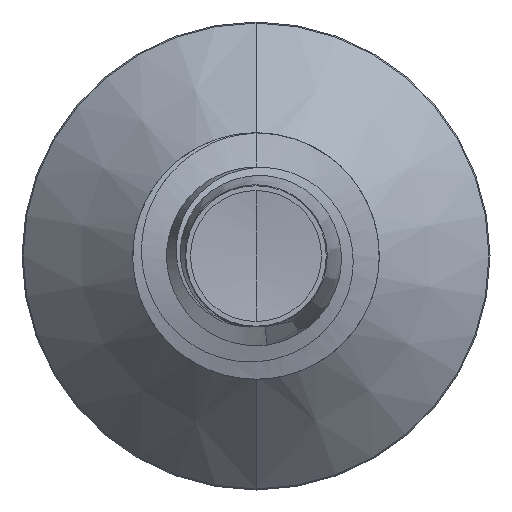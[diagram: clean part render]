
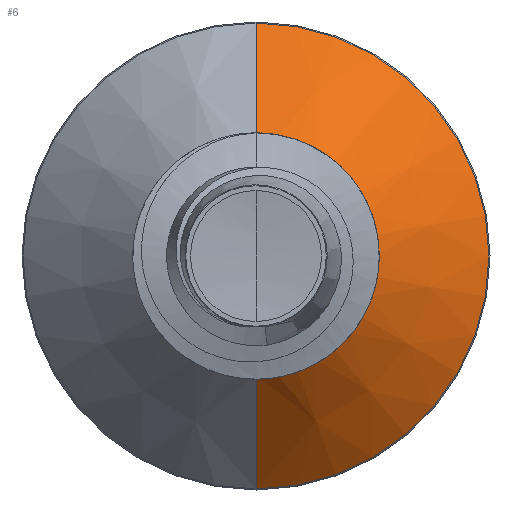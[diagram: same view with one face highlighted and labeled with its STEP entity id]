
A CAD part, front view. The second image highlights one B-rep face of the part: STEP entity #6.
In plain terms, the highlighted conical face has half-angle 45 degrees and reference radius 0.97 mm.
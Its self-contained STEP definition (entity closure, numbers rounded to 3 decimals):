
#6 = ADVANCED_FACE ( 'NONE', ( #12699 ), #10081, .T. ) ;
#173 = ORIENTED_EDGE ( 'NONE', *, *, #4350, .T. ) ;
#822 = ORIENTED_EDGE ( 'NONE', *, *, #1795, .F. ) ;
#1237 = DIRECTION ( 'NONE',  ( 0., 1., 0. ) ) ;
#1269 = DIRECTION ( 'NONE',  ( 0., 0., 1. ) ) ;
#1284 = CARTESIAN_POINT ( 'NONE',  ( 0., 3.72, -0.97 ) ) ;
#1755 = CARTESIAN_POINT ( 'NONE',  ( 0., 3.72, 0. ) ) ;
#1795 = EDGE_CURVE ( 'NONE', #6731, #3858, #7533, .T. ) ;
#1866 = LINE ( 'NONE', #6740, #12049 ) ;
#3682 = EDGE_CURVE ( 'NONE', #11279, #6731, #4220, .T. ) ;
#3858 = VERTEX_POINT ( 'NONE', #10153 ) ;
#3930 = DIRECTION ( 'NONE',  ( 0., 0., 1. ) ) ;
#3945 = DIRECTION ( 'NONE',  ( 0., 1., 0. ) ) ;
#3958 = CARTESIAN_POINT ( 'NONE',  ( 0., 4.641, 0. ) ) ;
#4140 = AXIS2_PLACEMENT_3D ( 'NONE', #3958, #3945, #3930 ) ;
#4220 = LINE ( 'NONE', #10427, #11665 ) ;
#4350 = EDGE_CURVE ( 'NONE', #5083, #3858, #1866, .T. ) ;
#4503 = CARTESIAN_POINT ( 'NONE',  ( 0., 3.72, 0.97 ) ) ;
#4566 = EDGE_LOOP ( 'NONE', ( #8003, #173, #822, #10678 ) ) ;
#4718 = CIRCLE ( 'NONE', #9142, 0.97 ) ;
#5039 = CARTESIAN_POINT ( 'NONE',  ( 0., 4.641, 1.891 ) ) ;
#5083 = VERTEX_POINT ( 'NONE', #1284 ) ;
#6698 = DIRECTION ( 'NONE',  ( 0., 0.707, -0.707 ) ) ;
#6731 = VERTEX_POINT ( 'NONE', #5039 ) ;
#6740 = CARTESIAN_POINT ( 'NONE',  ( 0., 3.72, -0.97 ) ) ;
#6776 = DIRECTION ( 'NONE',  ( 0., 0., 1. ) ) ;
#7533 = CIRCLE ( 'NONE', #4140, 1.891 ) ;
#8003 = ORIENTED_EDGE ( 'NONE', *, *, #10665, .T. ) ;
#8829 = CARTESIAN_POINT ( 'NONE',  ( 0., 3.72, 0. ) ) ;
#9142 = AXIS2_PLACEMENT_3D ( 'NONE', #1755, #1237, #1269 ) ;
#10049 = AXIS2_PLACEMENT_3D ( 'NONE', #8829, #10591, #6776 ) ;
#10081 = CONICAL_SURFACE ( 'NONE', #10049, 0.97, 0.785 ) ;
#10153 = CARTESIAN_POINT ( 'NONE',  ( 0., 4.641, -1.891 ) ) ;
#10427 = CARTESIAN_POINT ( 'NONE',  ( 0., 3.72, 0.97 ) ) ;
#10591 = DIRECTION ( 'NONE',  ( 0., 1., 0. ) ) ;
#10618 = DIRECTION ( 'NONE',  ( 0., 0.707, 0.707 ) ) ;
#10665 = EDGE_CURVE ( 'NONE', #11279, #5083, #4718, .T. ) ;
#10678 = ORIENTED_EDGE ( 'NONE', *, *, #3682, .F. ) ;
#11279 = VERTEX_POINT ( 'NONE', #4503 ) ;
#11665 = VECTOR ( 'NONE', #10618, 1000. ) ;
#12049 = VECTOR ( 'NONE', #6698, 1000. ) ;
#12699 = FACE_OUTER_BOUND ( 'NONE', #4566, .T. ) ;
